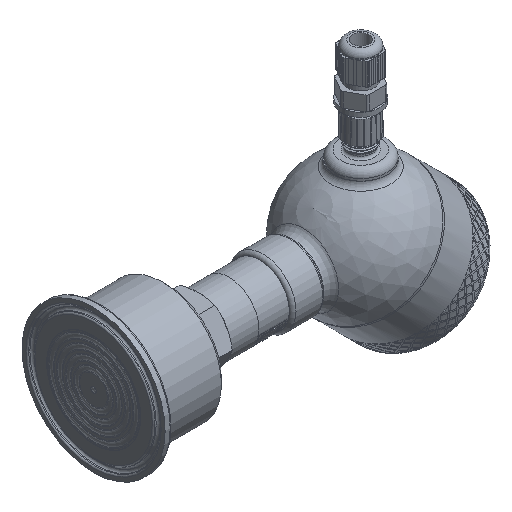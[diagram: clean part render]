
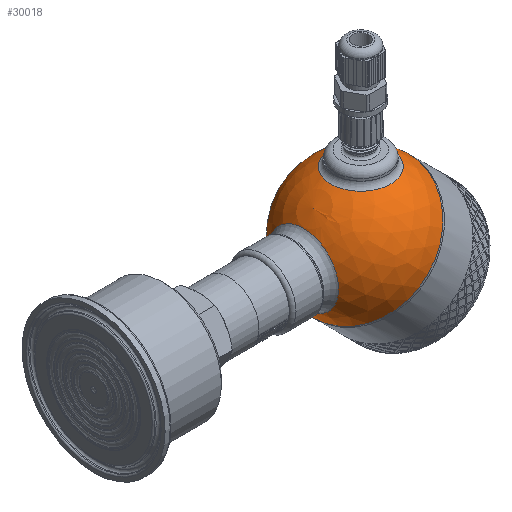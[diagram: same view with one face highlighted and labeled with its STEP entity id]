
A CAD part, isometric view. The second image highlights one B-rep face of the part: STEP entity #30018.
In plain terms, the highlighted spherical face has radius 30 mm.
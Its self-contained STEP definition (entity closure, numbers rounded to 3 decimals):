
#69=SPHERICAL_SURFACE('',#31400,30.);
#359=FACE_BOUND('',#5495,.T.);
#360=FACE_BOUND('',#5496,.T.);
#3430=FACE_OUTER_BOUND('',#5494,.T.);
#5494=EDGE_LOOP('',(#26738,#26739,#26740,#26741));
#5495=EDGE_LOOP('',(#26742));
#5496=EDGE_LOOP('',(#26743));
#6196=CIRCLE('',#31397,15.643);
#6199=CIRCLE('',#31401,30.);
#6200=CIRCLE('',#31402,30.);
#6201=CIRCLE('',#31403,30.);
#6202=CIRCLE('',#31404,13.5);
#13986=VERTEX_POINT('',#75024);
#13988=VERTEX_POINT('',#75030);
#13989=VERTEX_POINT('',#75031);
#13990=VERTEX_POINT('',#75033);
#13991=VERTEX_POINT('',#75036);
#18310=EDGE_CURVE('',#13986,#13986,#6196,.T.);
#18313=EDGE_CURVE('',#13988,#13989,#6199,.T.);
#18314=EDGE_CURVE('',#13988,#13990,#6200,.T.);
#18315=EDGE_CURVE('',#13989,#13988,#6201,.T.);
#18316=EDGE_CURVE('',#13991,#13991,#6202,.T.);
#26738=ORIENTED_EDGE('',*,*,#18313,.F.);
#26739=ORIENTED_EDGE('',*,*,#18314,.T.);
#26740=ORIENTED_EDGE('',*,*,#18314,.F.);
#26741=ORIENTED_EDGE('',*,*,#18315,.F.);
#26742=ORIENTED_EDGE('',*,*,#18310,.F.);
#26743=ORIENTED_EDGE('',*,*,#18316,.F.);
#30018=ADVANCED_FACE('',(#3430,#359,#360),#69,.T.);
#31397=AXIS2_PLACEMENT_3D('',#75025,#34684,#34685);
#31400=AXIS2_PLACEMENT_3D('',#75029,#34690,#34691);
#31401=AXIS2_PLACEMENT_3D('',#75032,#34692,#34693);
#31402=AXIS2_PLACEMENT_3D('',#75034,#34694,#34695);
#31403=AXIS2_PLACEMENT_3D('',#75035,#34696,#34697);
#31404=AXIS2_PLACEMENT_3D('',#75037,#34698,#34699);
#34684=DIRECTION('center_axis',(-0.707,0.,0.707));
#34685=DIRECTION('ref_axis',(0.707,0.,0.707));
#34690=DIRECTION('center_axis',(1.,0.,0.));
#34691=DIRECTION('ref_axis',(0.,-1.,0.));
#34692=DIRECTION('center_axis',(1.,0.,0.));
#34693=DIRECTION('ref_axis',(0.,1.,0.));
#34694=DIRECTION('center_axis',(0.,0.,1.));
#34695=DIRECTION('ref_axis',(0.,1.,0.));
#34696=DIRECTION('center_axis',(1.,0.,0.));
#34697=DIRECTION('ref_axis',(0.,1.,0.));
#34698=DIRECTION('center_axis',(-0.707,0.,-0.707));
#34699=DIRECTION('ref_axis',(-0.707,0.,0.707));
#75024=CARTESIAN_POINT('',(-29.162,0.,7.04));
#75025=CARTESIAN_POINT('Origin',(-18.101,0.,18.101));
#75029=CARTESIAN_POINT('Origin',(0.,0.,0.));
#75030=CARTESIAN_POINT('',(0.,30.,0.));
#75031=CARTESIAN_POINT('',(0.,-30.,0.));
#75032=CARTESIAN_POINT('Origin',(0.,0.,0.));
#75033=CARTESIAN_POINT('',(-30.,0.,0.));
#75034=CARTESIAN_POINT('Origin',(0.,0.,0.));
#75035=CARTESIAN_POINT('Origin',(0.,0.,0.));
#75036=CARTESIAN_POINT('',(-9.398,0.,-28.49));
#75037=CARTESIAN_POINT('Origin',(-18.944,0.,-18.944));
